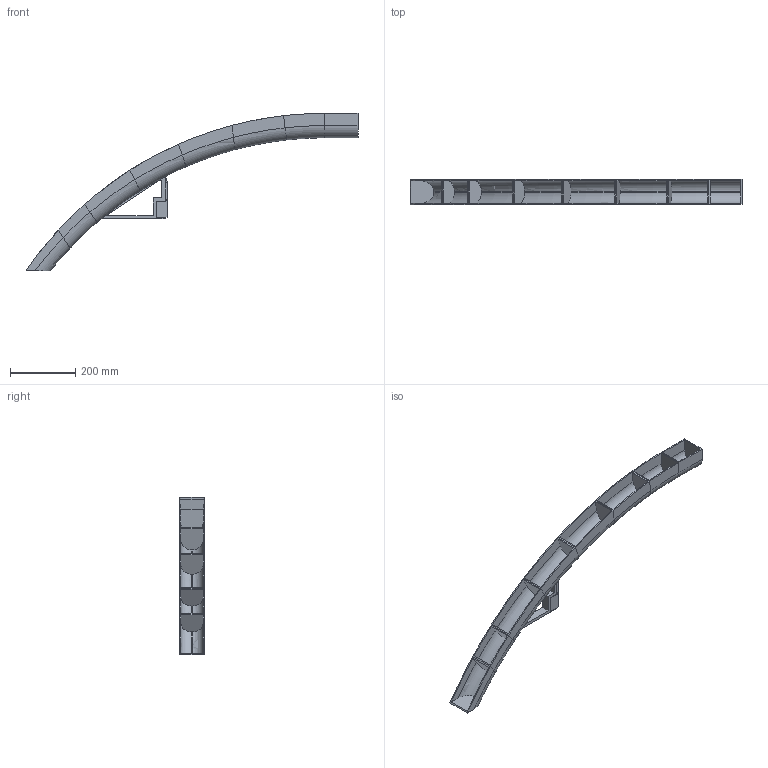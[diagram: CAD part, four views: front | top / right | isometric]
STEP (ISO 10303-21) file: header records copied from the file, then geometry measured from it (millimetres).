
FILE_DESCRIPTION(/* description */ (''),/* implementation_level */ '2;1');
FILE_NAME(/* name */ 'pillarBall v2.step',/* time_stamp */ '2021-12-02T17:33:13-05:00',/* author */ (''),/* organization */ (''),/* preprocessor_version */ 'ST-DEVELOPER v18.1',/* originating_system */ 'Autodesk Translation Framework v10.10.0.1391',/* authorisation */ '');
FILE_SCHEMA (('AUTOMOTIVE_DESIGN { 1 0 10303 214 3 1 1 }','FEATURE_BASED_PROCESS_PLANNING'));
Length unit declared in the file: millimetre
Products named in the file (5): pillarBall; seek attachment clip; holder; holder_1; car pillar
Assembly tree (4 placements, depth 4):
  pillarBall
    seek attachment clip
      holder
        holder_1
    car pillar
Bounding box: 1014.8 x 76.2 x 481 mm (x, y, z)
Volume: 1098026.3 mm3; surface area: 602041 mm2
Topology: 11 solids, 11 shells, 201 faces, 507 edges, 338 vertices
Faces by surface type: plane 111, cylinder 58, torus 29, bspline 2, cone 1
Full cylindrical faces by diameter (mm): 2.5 x2, 4.234 x5, 4.529 x1, 5.12 x3
Entity records: 8502 total; most frequent: CARTESIAN_POINT 3615, ORIENTED_EDGE 1014, DIRECTION 938, EDGE_CURVE 507, VERTEX_POINT 338, AXIS2_PLACEMENT_3D 331, LINE 276, VECTOR 276
